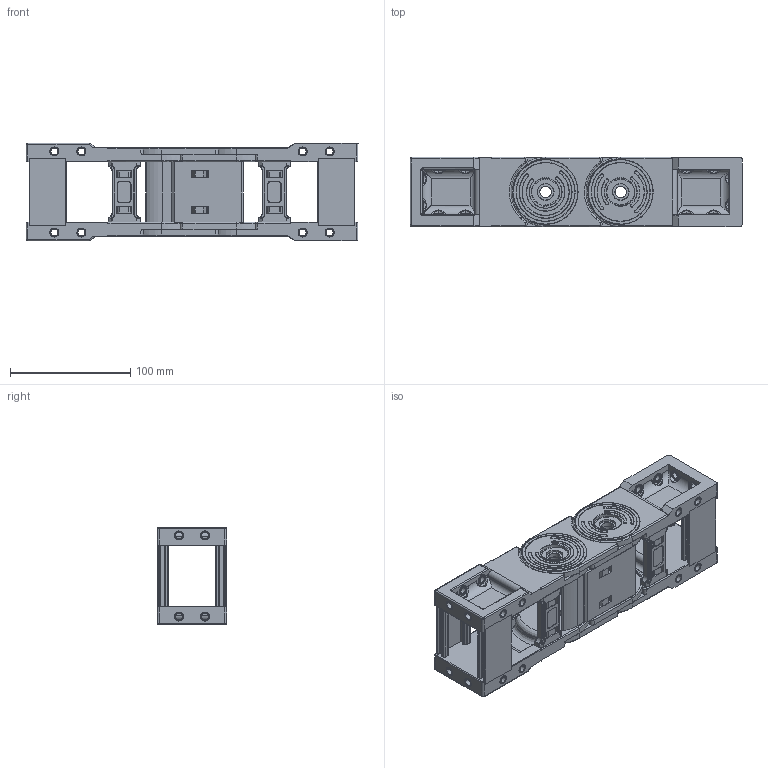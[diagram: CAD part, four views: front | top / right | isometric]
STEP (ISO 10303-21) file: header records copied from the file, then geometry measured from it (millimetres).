
FILE_DESCRIPTION (( 'STEP AP214' ), '1' );
FILE_NAME ('CK42-K050-AYAK.STEP', '2019-09-18T12:27:15', ( '' ), ( '' ), 'SwSTEP 2.0', 'SolidWorks 2017', '' );
FILE_SCHEMA (( 'AUTOMOTIVE_DESIGN' ));
Length unit declared in the file: millimetre
Products named in the file (1): CK42-K050-AYAK
Bounding box: 276.4 x 58 x 81 mm (x, y, z)
Volume: 334475.1 mm3; surface area: 212432.8 mm2
Topology: 40 solids, 40 shells, 3082 faces, 7958 edges, 4990 vertices
Faces by surface type: cylinder 1232, plane 1158, bspline 372, torus 272, sphere 48
Entity records: 149703 total; most frequent: CARTESIAN_POINT 79952, ORIENTED_EDGE 15756, DIRECTION 12206, EDGE_CURVE 7878, VERTEX_POINT 4990, AXIS2_PLACEMENT_3D 4167, LINE 3872, VECTOR 3872
